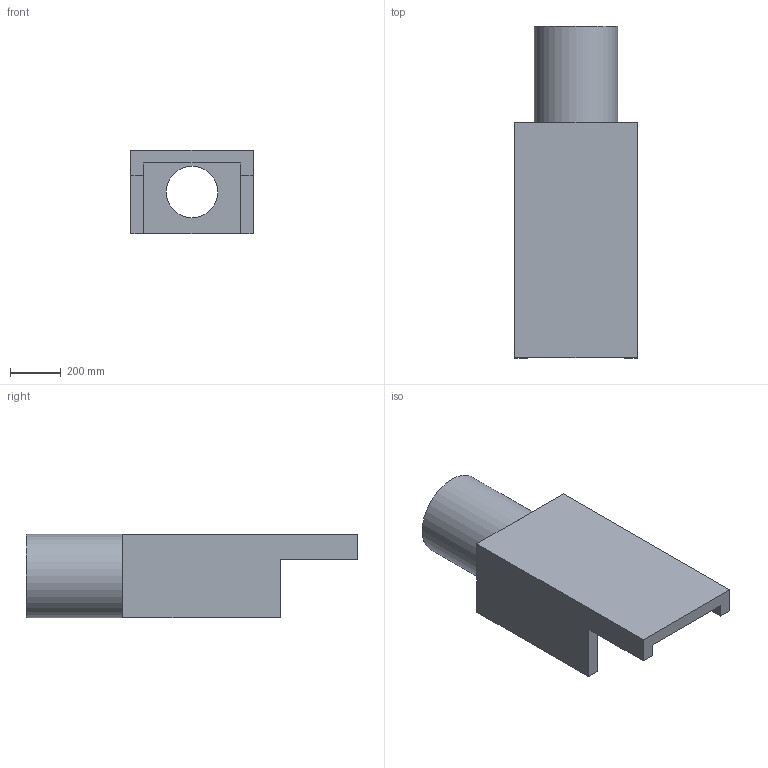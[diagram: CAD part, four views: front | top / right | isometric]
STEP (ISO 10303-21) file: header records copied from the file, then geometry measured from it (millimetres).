
FILE_DESCRIPTION(/* description */ (''),/* implementation_level */ '2;1');
FILE_NAME(/* name */ 'DL-A110_model_[STP].stp',/* time_stamp */ '2022-01-06T14:42:34+01:00',/* author */ ('Odwalla'),/* organization */ (''),/* preprocessor_version */ 'ST-DEVELOPER v18.1',/* originating_system */ 'AutoCAD Mechanical',/* authorisation */ '');
FILE_SCHEMA (('AUTOMOTIVE_DESIGN { 1 0 10303 214 3 1 1 }'));
Length unit declared in the file: inch
Products named in the file (1): Product
Bounding box: 482.6 x 1308.1 x 330.2 mm (x, y, z)
Volume: 65998427.4 mm3; surface area: 2642792.3 mm2
Topology: 1 solids, 1 shells, 18 faces, 46 edges, 30 vertices
Faces by surface type: plane 16, cylinder 2
Full cylindrical faces by diameter (mm): 203.2 x1, 330.2 x1
Entity records: 569 total; most frequent: CARTESIAN_POINT 95, ORIENTED_EDGE 92, DIRECTION 90, EDGE_CURVE 46, LINE 40, VECTOR 40, VERTEX_POINT 30, AXIS2_PLACEMENT_3D 25
